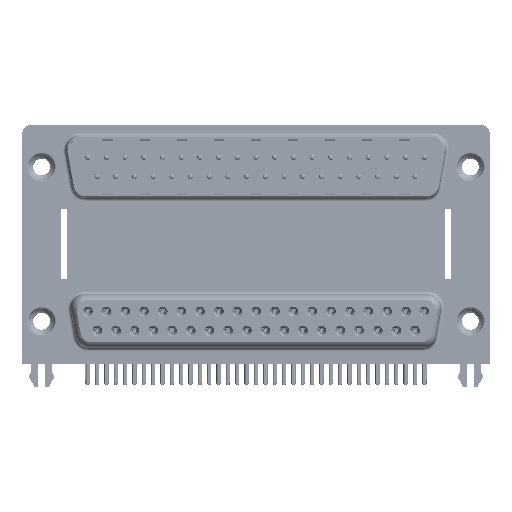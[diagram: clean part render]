
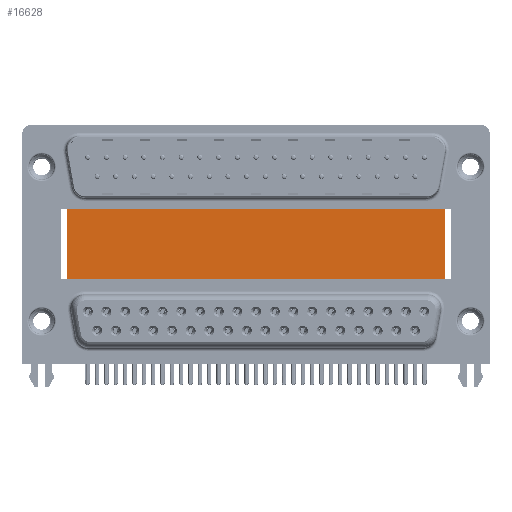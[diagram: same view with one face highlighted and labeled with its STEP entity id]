
A CAD part, top view. The second image highlights one B-rep face of the part: STEP entity #16628.
In plain terms, the highlighted planar face has unit normal (0, 0, 1).
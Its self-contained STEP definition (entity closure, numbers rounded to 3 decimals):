
#706 = VECTOR ( 'NONE', #20877, 1000. ) ;
#3231 = VERTEX_POINT ( 'NONE', #51235 ) ;
#4501 = CARTESIAN_POINT ( 'NONE',  ( 3.79, 16.585, -12. ) ) ;
#7018 = FACE_OUTER_BOUND ( 'NONE', #41177, .T. ) ;
#8292 = EDGE_CURVE ( 'NONE', #34819, #3231, #26917, .T. ) ;
#9135 = LINE ( 'NONE', #4501, #706 ) ;
#10307 = AXIS2_PLACEMENT_3D ( 'NONE', #29777, #35115, #45106 ) ;
#11451 = VECTOR ( 'NONE', #14969, 1000. ) ;
#14969 = DIRECTION ( 'NONE',  ( 1., 0., 0. ) ) ;
#15312 = CARTESIAN_POINT ( 'NONE',  ( 59.71, 16.585, -12. ) ) ;
#16312 = DIRECTION ( 'NONE',  ( 0., -1., 0. ) ) ;
#16628 = ADVANCED_FACE ( 'NONE', ( #7018 ), #61850, .F. ) ;
#18088 = ORIENTED_EDGE ( 'NONE', *, *, #8292, .F. ) ;
#20574 = VECTOR ( 'NONE', #16312, 1000. ) ;
#20877 = DIRECTION ( 'NONE',  ( 1., 0., 0. ) ) ;
#22289 = DIRECTION ( 'NONE',  ( 0., -1., 0. ) ) ;
#22311 = ORIENTED_EDGE ( 'NONE', *, *, #34839, .T. ) ;
#26278 = EDGE_CURVE ( 'NONE', #38040, #34819, #9135, .T. ) ;
#26917 = LINE ( 'NONE', #37954, #49126 ) ;
#27682 = LINE ( 'NONE', #49072, #20574 ) ;
#27823 = ORIENTED_EDGE ( 'NONE', *, *, #67069, .T. ) ;
#29777 = CARTESIAN_POINT ( 'NONE',  ( 3.79, 16.585, -12. ) ) ;
#30124 = CARTESIAN_POINT ( 'NONE',  ( 3.79, -3.735, -12. ) ) ;
#31052 = ORIENTED_EDGE ( 'NONE', *, *, #26278, .F. ) ;
#31320 = CARTESIAN_POINT ( 'NONE',  ( 3.79, -3.735, -12. ) ) ;
#32230 = VERTEX_POINT ( 'NONE', #30124 ) ;
#34819 = VERTEX_POINT ( 'NONE', #15312 ) ;
#34839 = EDGE_CURVE ( 'NONE', #32230, #3231, #63387, .T. ) ;
#35115 = DIRECTION ( 'NONE',  ( 0., 0., -1. ) ) ;
#37954 = CARTESIAN_POINT ( 'NONE',  ( 59.71, 16.585, -12. ) ) ;
#38040 = VERTEX_POINT ( 'NONE', #42650 ) ;
#41177 = EDGE_LOOP ( 'NONE', ( #22311, #18088, #31052, #27823 ) ) ;
#42650 = CARTESIAN_POINT ( 'NONE',  ( 3.79, 16.585, -12. ) ) ;
#45106 = DIRECTION ( 'NONE',  ( -1., 0., 0. ) ) ;
#49072 = CARTESIAN_POINT ( 'NONE',  ( 3.79, 16.585, -12. ) ) ;
#49126 = VECTOR ( 'NONE', #22289, 1000. ) ;
#51235 = CARTESIAN_POINT ( 'NONE',  ( 59.71, -3.735, -12. ) ) ;
#61850 = PLANE ( 'NONE',  #10307 ) ;
#63387 = LINE ( 'NONE', #31320, #11451 ) ;
#67069 = EDGE_CURVE ( 'NONE', #38040, #32230, #27682, .T. ) ;
